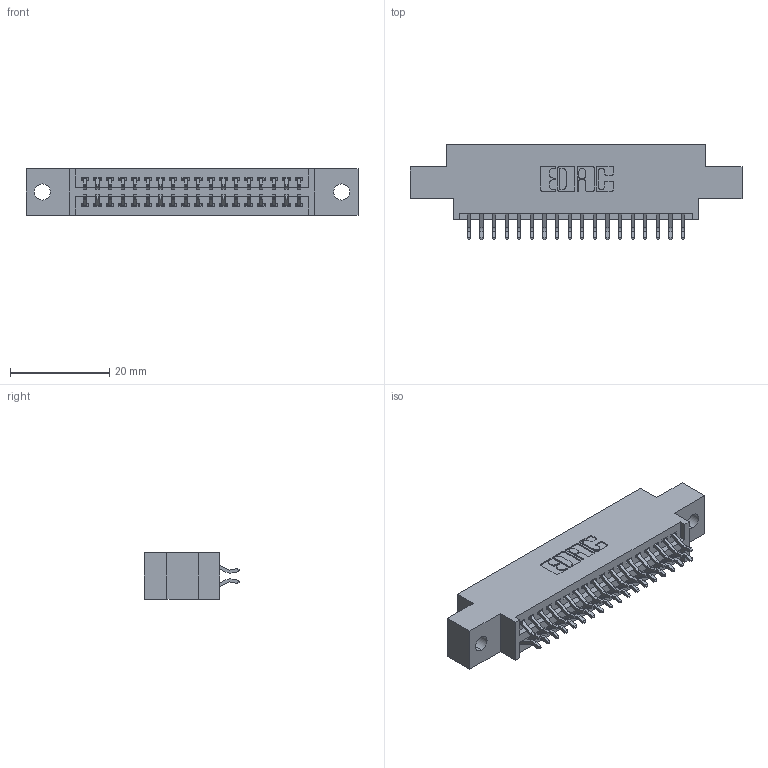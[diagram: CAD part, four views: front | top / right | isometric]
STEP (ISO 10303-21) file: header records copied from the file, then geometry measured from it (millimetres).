
FILE_DESCRIPTION (( 'STEP AP203' ), '1' );
FILE_NAME ('395-036-556-802.STEP', '2019-10-18T02:52:46', ( '' ), ( '' ), 'SwSTEP 2.0', 'SolidWorks 2016', '' );
FILE_SCHEMA (( 'CONFIG_CONTROL_DESIGN' ));
Length unit declared in the file: inch
Products named in the file (3): 345 Part_0.170 Offset - 0.128 Dia; 345-292-001_556 Tail; 395-036-556-802
Assembly tree (37 placements, depth 2):
  395-036-556-802
    345 Part_0.170 Offset - 0.128 Dia
    345-292-001_556 Tail  x36
Bounding box: 66.93 x 19.24 x 9.4 mm (x, y, z)
Volume: 6127.3 mm3; surface area: 8431.6 mm2
Topology: 37 solids, 37 shells, 2146 faces, 6365 edges, 4194 vertices
Faces by surface type: plane 1416, cylinder 730
Entity records: 17709 total; most frequent: CARTESIAN_POINT 3008, ORIENTED_EDGE 2930, DIRECTION 2669, EDGE_CURVE 1465, LINE 1253, VECTOR 1253, VERTEX_POINT 974, AXIS2_PLACEMENT_3D 708
